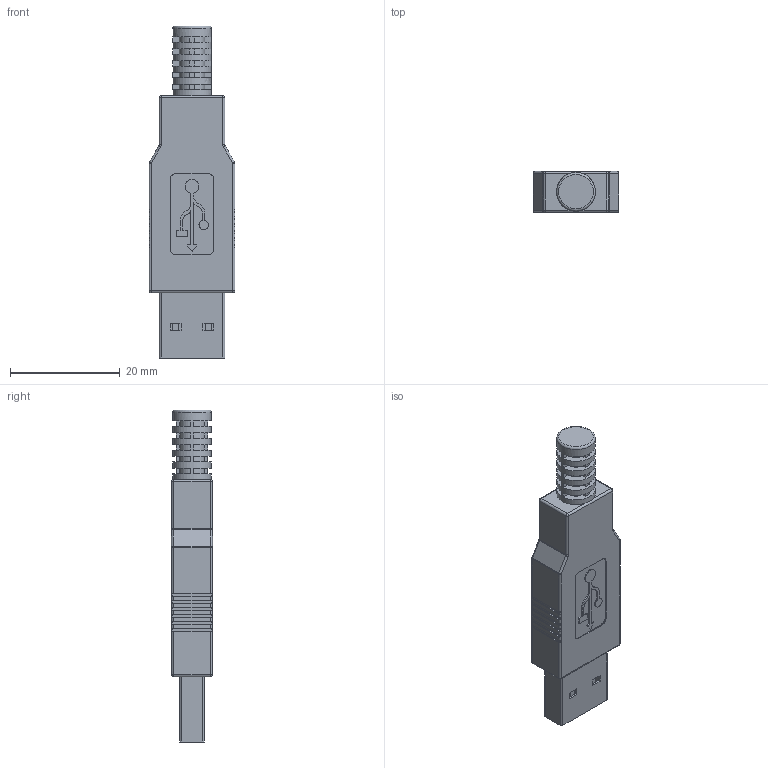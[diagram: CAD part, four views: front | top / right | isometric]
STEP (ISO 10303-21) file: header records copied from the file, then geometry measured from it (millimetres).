
FILE_DESCRIPTION(/* description */ (''),/* implementation_level */ '2;1');
FILE_NAME(/* name */ 'USB-A_v2.step',/* time_stamp */ '2023-01-28T13:11:44-08:00',/* author */ (''),/* organization */ (''),/* preprocessor_version */ 'ST-DEVELOPER v19.2',/* originating_system */ 'Autodesk Translation Framework v11.17.0.187',/* authorisation */ '');
FILE_SCHEMA (('AUTOMOTIVE_DESIGN { 1 0 10303 214 3 1 1 }'));
Length unit declared in the file: inch
Products named in the file (1): USB-A
Bounding box: 15.7 x 7.49 x 60.6 mm (x, y, z)
Volume: 4656.1 mm3; surface area: 3556.8 mm2
Topology: 7 solids, 7 shells, 912 faces, 2434 edges, 1598 vertices
Faces by surface type: plane 794, cylinder 71, bspline 30, sphere 12, torus 5
Full cylindrical faces by diameter (mm): 7.073 x1
Entity records: 29466 total; most frequent: CARTESIAN_POINT 6685, ORIENTED_EDGE 4844, DIRECTION 4349, EDGE_CURVE 2422, LINE 2141, VECTOR 2141, VERTEX_POINT 1598, AXIS2_PLACEMENT_3D 1104
